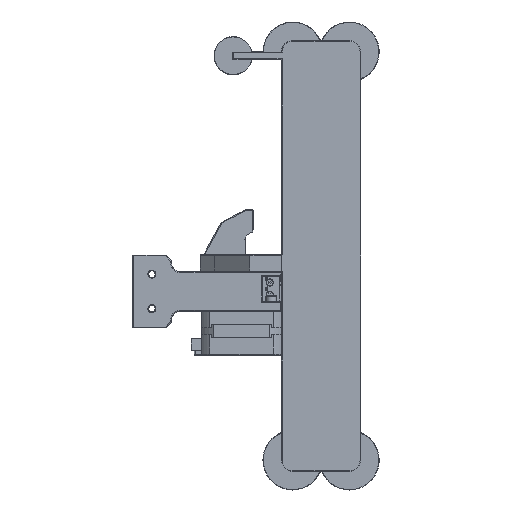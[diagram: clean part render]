
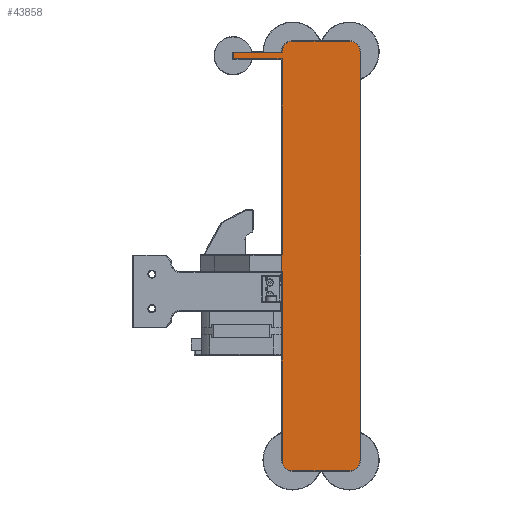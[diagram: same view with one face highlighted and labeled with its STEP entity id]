
A CAD part, front view. The second image highlights one B-rep face of the part: STEP entity #43858.
In plain terms, the highlighted planar face has unit normal (0, -1, 0).
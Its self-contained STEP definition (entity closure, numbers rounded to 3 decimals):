
#1306=CIRCLE('',#46613,5.6);
#1308=CIRCLE('',#46617,5.6);
#1310=CIRCLE('',#46621,5.6);
#1312=CIRCLE('',#46625,5.6);
#1984=FACE_OUTER_BOUND('',#4460,.T.);
#4460=EDGE_LOOP('',(#29276,#29277,#29278,#29279,#29280,#29281,#29282,#29283,
#29284,#29285,#29286,#29287,#29288,#29289,#29290));
#7204=LINE('',#61608,#12778);
#7206=LINE('',#61614,#12780);
#7225=LINE('',#61667,#12799);
#7230=LINE('',#61676,#12804);
#7245=LINE('',#61783,#12819);
#7253=LINE('',#61810,#12827);
#7261=LINE('',#61828,#12835);
#7265=LINE('',#61840,#12839);
#7269=LINE('',#61852,#12843);
#7271=LINE('',#61859,#12845);
#7290=LINE('',#61909,#12864);
#12778=VECTOR('',#49822,10.);
#12780=VECTOR('',#49826,10.);
#12799=VECTOR('',#49865,10.);
#12804=VECTOR('',#49872,10.);
#12819=VECTOR('',#49923,10.);
#12827=VECTOR('',#49953,10.);
#12835=VECTOR('',#49973,10.);
#12839=VECTOR('',#49985,10.);
#12843=VECTOR('',#49997,10.);
#12845=VECTOR('',#50007,10.);
#12864=VECTOR('',#50072,10.);
#18321=VERTEX_POINT('',#61604);
#18322=VERTEX_POINT('',#61606);
#18323=VERTEX_POINT('',#61610);
#18325=VERTEX_POINT('',#61613);
#18349=VERTEX_POINT('',#61666);
#18352=VERTEX_POINT('',#61674);
#18379=VERTEX_POINT('',#61805);
#18380=VERTEX_POINT('',#61809);
#18382=VERTEX_POINT('',#61821);
#18384=VERTEX_POINT('',#61826);
#18386=VERTEX_POINT('',#61833);
#18388=VERTEX_POINT('',#61838);
#18390=VERTEX_POINT('',#61845);
#18392=VERTEX_POINT('',#61850);
#18393=VERTEX_POINT('',#61858);
#22556=EDGE_CURVE('',#18322,#18321,#7204,.T.);
#22558=EDGE_CURVE('',#18325,#18323,#7206,.T.);
#22585=EDGE_CURVE('',#18321,#18349,#7225,.T.);
#22590=EDGE_CURVE('',#18352,#18323,#7230,.T.);
#22617=EDGE_CURVE('',#18322,#18325,#7245,.T.);
#22631=EDGE_CURVE('',#18380,#18379,#7253,.T.);
#22639=EDGE_CURVE('',#18382,#18352,#1306,.T.);
#22641=EDGE_CURVE('',#18384,#18382,#7261,.T.);
#22645=EDGE_CURVE('',#18386,#18384,#1308,.T.);
#22647=EDGE_CURVE('',#18388,#18386,#7265,.T.);
#22651=EDGE_CURVE('',#18390,#18388,#1310,.T.);
#22653=EDGE_CURVE('',#18392,#18390,#7269,.T.);
#22656=EDGE_CURVE('',#18379,#18392,#1312,.T.);
#22657=EDGE_CURVE('',#18349,#18393,#7271,.T.);
#22682=EDGE_CURVE('',#18393,#18380,#7290,.T.);
#29276=ORIENTED_EDGE('',*,*,#22590,.F.);
#29277=ORIENTED_EDGE('',*,*,#22639,.F.);
#29278=ORIENTED_EDGE('',*,*,#22641,.F.);
#29279=ORIENTED_EDGE('',*,*,#22645,.F.);
#29280=ORIENTED_EDGE('',*,*,#22647,.F.);
#29281=ORIENTED_EDGE('',*,*,#22651,.F.);
#29282=ORIENTED_EDGE('',*,*,#22653,.F.);
#29283=ORIENTED_EDGE('',*,*,#22656,.F.);
#29284=ORIENTED_EDGE('',*,*,#22631,.F.);
#29285=ORIENTED_EDGE('',*,*,#22682,.F.);
#29286=ORIENTED_EDGE('',*,*,#22657,.F.);
#29287=ORIENTED_EDGE('',*,*,#22585,.F.);
#29288=ORIENTED_EDGE('',*,*,#22556,.F.);
#29289=ORIENTED_EDGE('',*,*,#22617,.T.);
#29290=ORIENTED_EDGE('',*,*,#22558,.T.);
#41777=PLANE('',#46649);
#43858=ADVANCED_FACE('',(#1984),#41777,.F.);
#46613=AXIS2_PLACEMENT_3D('',#61823,#49968,#49969);
#46617=AXIS2_PLACEMENT_3D('',#61835,#49980,#49981);
#46621=AXIS2_PLACEMENT_3D('',#61847,#49992,#49993);
#46625=AXIS2_PLACEMENT_3D('',#61856,#50003,#50004);
#46649=AXIS2_PLACEMENT_3D('',#61908,#50070,#50071);
#49822=DIRECTION('',(1.,0.,0.));
#49826=DIRECTION('',(1.,0.,0.));
#49865=DIRECTION('',(0.,0.,1.));
#49872=DIRECTION('',(0.,0.,1.));
#49923=DIRECTION('',(0.,0.,-1.));
#49953=DIRECTION('',(1.,0.,0.));
#49968=DIRECTION('center_axis',(0.,1.,0.));
#49969=DIRECTION('ref_axis',(0.,0.,-1.));
#49973=DIRECTION('',(-1.,0.,0.));
#49980=DIRECTION('center_axis',(0.,1.,0.));
#49981=DIRECTION('ref_axis',(1.,0.,0.));
#49985=DIRECTION('',(0.,0.,-1.));
#49992=DIRECTION('center_axis',(0.,1.,0.));
#49993=DIRECTION('ref_axis',(0.,0.,1.));
#49997=DIRECTION('',(1.,0.,0.));
#50003=DIRECTION('center_axis',(0.,1.,0.));
#50004=DIRECTION('ref_axis',(-1.,0.,0.));
#50007=DIRECTION('',(-1.,0.,0.));
#50070=DIRECTION('center_axis',(0.,1.,0.));
#50071=DIRECTION('ref_axis',(1.,0.,0.));
#50072=DIRECTION('',(0.,0.,1.));
#61604=CARTESIAN_POINT('',(0.4,0.,13.2));
#61606=CARTESIAN_POINT('',(0.,0.,13.2));
#61608=CARTESIAN_POINT('',(0.,0.,13.2));
#61610=CARTESIAN_POINT('',(0.4,0.,4.2));
#61613=CARTESIAN_POINT('',(0.,0.,4.2));
#61614=CARTESIAN_POINT('',(0.,0.,4.2));
#61666=CARTESIAN_POINT('',(0.4,0.,115.4));
#61667=CARTESIAN_POINT('',(0.4,0.,-40.75));
#61674=CARTESIAN_POINT('',(0.4,0.,-94.));
#61676=CARTESIAN_POINT('',(0.4,0.,-40.75));
#61783=CARTESIAN_POINT('',(0.,0.,13.2));
#61805=CARTESIAN_POINT('',(0.414,0.,118.6));
#61809=CARTESIAN_POINT('',(-25.,0.,118.6));
#61810=CARTESIAN_POINT('',(10.375,0.,118.6));
#61821=CARTESIAN_POINT('',(6.,0.,-99.6));
#61823=CARTESIAN_POINT('Origin',(6.,0.,-94.));
#61826=CARTESIAN_POINT('',(35.5,0.,-99.6));
#61828=CARTESIAN_POINT('',(28.125,0.,-99.6));
#61833=CARTESIAN_POINT('',(41.1,0.,-94.));
#61835=CARTESIAN_POINT('Origin',(35.5,0.,-94.));
#61838=CARTESIAN_POINT('',(41.1,0.,119.));
#61840=CARTESIAN_POINT('',(41.1,0.,65.75));
#61845=CARTESIAN_POINT('',(35.5,0.,124.6));
#61847=CARTESIAN_POINT('Origin',(35.5,0.,119.));
#61850=CARTESIAN_POINT('',(6.,0.,124.6));
#61852=CARTESIAN_POINT('',(13.375,0.,124.6));
#61856=CARTESIAN_POINT('Origin',(6.,0.,119.));
#61858=CARTESIAN_POINT('',(-25.,0.,115.4));
#61859=CARTESIAN_POINT('',(10.375,0.,115.4));
#61908=CARTESIAN_POINT('Origin',(20.75,0.,12.5));
#61909=CARTESIAN_POINT('',(-25.,0.,119.));
